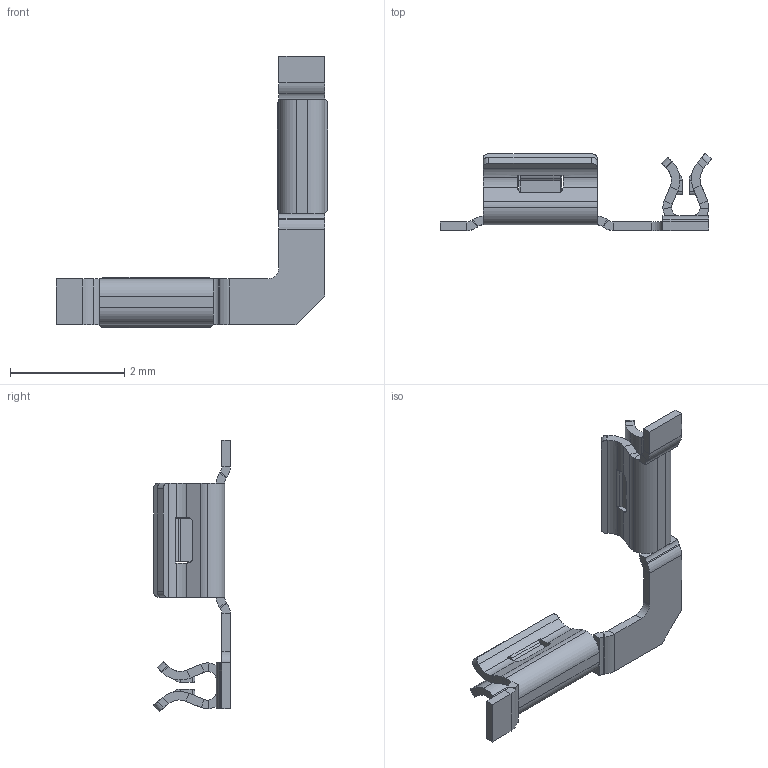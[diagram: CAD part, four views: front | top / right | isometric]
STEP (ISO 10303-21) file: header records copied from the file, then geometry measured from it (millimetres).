
FILE_DESCRIPTION(('STEP AP242'),'1');
FILE_NAME('s0981-46r.stp','2023-09-18T15:05:53',('TraceParts'),('TraceParts S.A.'),'Spatial InterOp 3D',' ',' ');
FILE_SCHEMA(('AP242_MANAGED_MODEL_BASED_3D_ENGINEERING_MIM_LF {1 0 10303 442 1 1 4}'));
Length unit declared in the file: millimetre
Products named in the file (1): Solide1
Bounding box: 4.75 x 1.35 x 4.75 mm (x, y, z)
Volume: 2.2 mm3; surface area: 36.2 mm2
Topology: 1 solids, 1 shells, 310 faces, 724 edges, 408 vertices
Faces by surface type: plane 217, cylinder 85, bspline 8
Entity records: 8818 total; most frequent: CARTESIAN_POINT 1727, DIRECTION 1516, ORIENTED_EDGE 1448, EDGE_CURVE 724, AXIS2_PLACEMENT_3D 513, LINE 490, VECTOR 490, VERTEX_POINT 408
